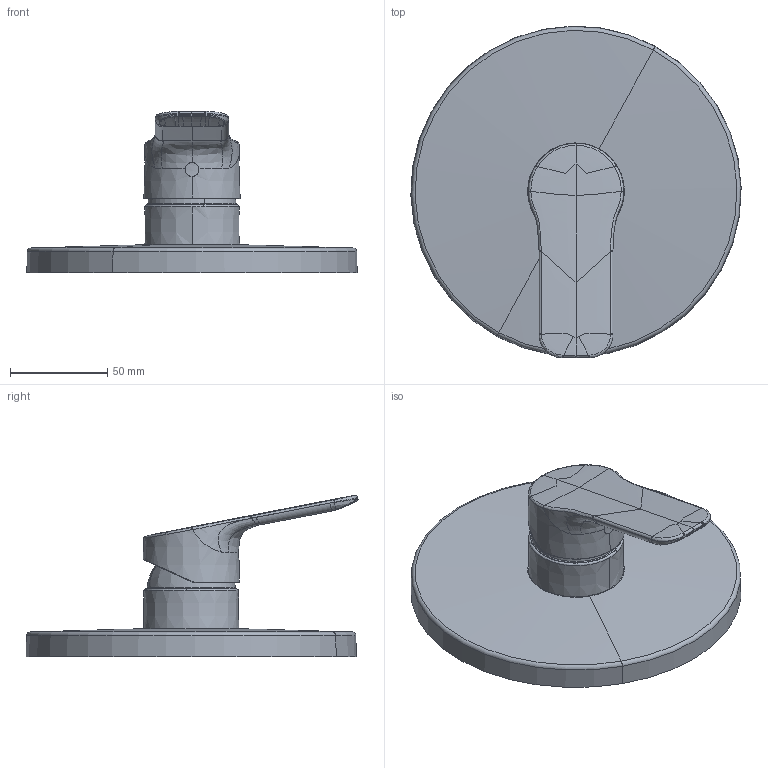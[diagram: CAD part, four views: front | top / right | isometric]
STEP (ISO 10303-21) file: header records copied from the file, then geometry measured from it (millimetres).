
FILE_DESCRIPTION (( 'STEP AP203' ), '1' );
FILE_NAME ('80569003(2022).STEP', '2022-09-27T11:41:34', ( '' ), ( '' ), 'SwSTEP 2.0', 'SolidWorks 2016', '' );
FILE_SCHEMA (( 'CONFIG_CONTROL_DESIGN' ));
Length unit declared in the file: millimetre
Products named in the file (1): 80569003(2022)
Bounding box: 170 x 170.84 x 82.94 mm (x, y, z)
Volume: 415043.9 mm3; surface area: 65140.8 mm2
Topology: 1 solids, 1 shells, 119 faces, 287 edges, 173 vertices
Faces by surface type: bspline 91, cylinder 11, cone 6, plane 5, torus 4, sphere 2
Entity records: 12103 total; most frequent: CARTESIAN_POINT 9941, ORIENTED_EDGE 574, EDGE_CURVE 287, DIRECTION 220, B_SPLINE_CURVE_WITH_KNOTS 185, VERTEX_POINT 173, EDGE_LOOP 122, FACE_OUTER_BOUND 119
